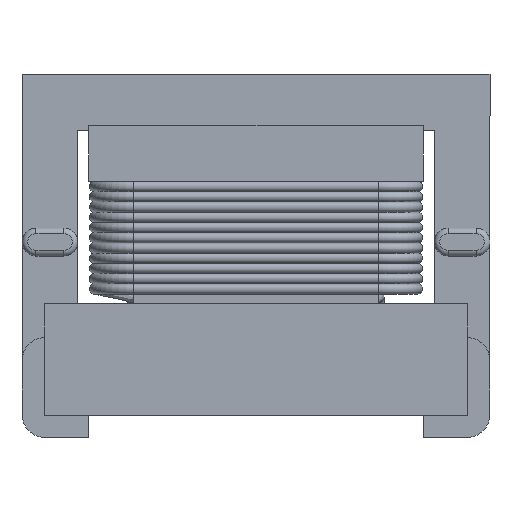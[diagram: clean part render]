
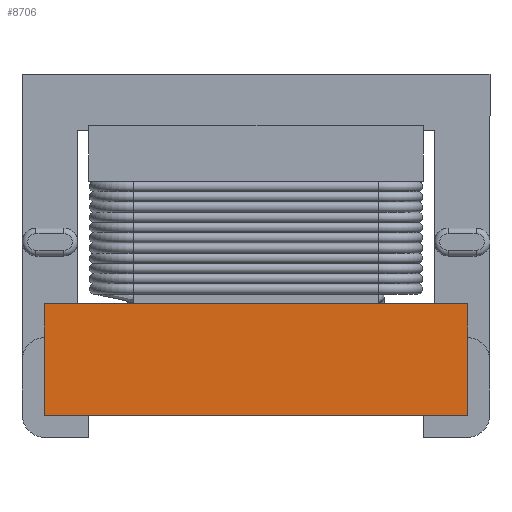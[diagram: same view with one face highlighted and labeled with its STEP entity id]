
A CAD part, front view. The second image highlights one B-rep face of the part: STEP entity #8706.
In plain terms, the highlighted face is planar.
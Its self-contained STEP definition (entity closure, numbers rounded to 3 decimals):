
#2839=ORIENTED_EDGE('',*,*,#4025,.T.);
#2840=ORIENTED_EDGE('',*,*,#4026,.F.);
#2841=ORIENTED_EDGE('',*,*,#4027,.F.);
#2842=ORIENTED_EDGE('',*,*,#4028,.T.);
#4025=EDGE_CURVE('',#4875,#4876,#5286,.T.);
#4026=EDGE_CURVE('',#4877,#4876,#5287,.T.);
#4027=EDGE_CURVE('',#4878,#4877,#5288,.T.);
#4028=EDGE_CURVE('',#4878,#4875,#5289,.T.);
#4875=VERTEX_POINT('',#20191);
#4876=VERTEX_POINT('',#20192);
#4877=VERTEX_POINT('',#20194);
#4878=VERTEX_POINT('',#20196);
#5286=LINE('',#20190,#5738);
#5287=LINE('',#20193,#5739);
#5288=LINE('',#20195,#5740);
#5289=LINE('',#20197,#5741);
#5738=VECTOR('',#15422,1000.);
#5739=VECTOR('',#15423,1000.);
#5740=VECTOR('',#15424,1000.);
#5741=VECTOR('',#15425,1000.);
#6824=EDGE_LOOP('',(#2839,#2840,#2841,#2842));
#7850=FACE_BOUND('',#6824,.T.);
#8071=PLANE('',#13321);
#8706=ADVANCED_FACE('',(#7850),#8071,.F.);
#13321=AXIS2_PLACEMENT_3D('',#20189,#15420,#15421);
#15420=DIRECTION('',(0.,0.,1.));
#15421=DIRECTION('',(1.,0.,0.));
#15422=DIRECTION('',(1.,0.,0.));
#15423=DIRECTION('',(0.,1.,0.));
#15424=DIRECTION('',(1.,0.,0.));
#15425=DIRECTION('',(0.,1.,0.));
#20189=CARTESIAN_POINT('',(-1.9,-0.95,-1.6));
#20190=CARTESIAN_POINT('',(-1.9,-0.55,-1.6));
#20191=CARTESIAN_POINT('',(-1.9,-0.55,-1.6));
#20192=CARTESIAN_POINT('',(1.9,-0.55,-1.6));
#20193=CARTESIAN_POINT('',(1.9,-0.95,-1.6));
#20194=CARTESIAN_POINT('',(1.9,-1.55,-1.6));
#20195=CARTESIAN_POINT('',(1.9,-1.55,-1.6));
#20196=CARTESIAN_POINT('',(-1.9,-1.55,-1.6));
#20197=CARTESIAN_POINT('',(-1.9,-0.95,-1.6));
